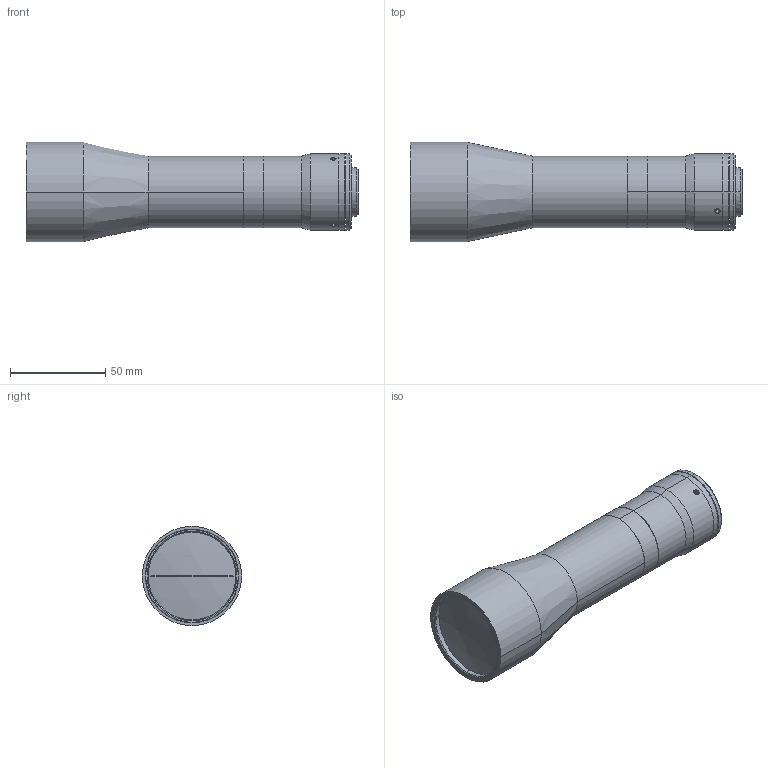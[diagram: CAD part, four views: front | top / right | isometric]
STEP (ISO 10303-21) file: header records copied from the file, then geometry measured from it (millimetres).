
FILE_DESCRIPTION (( 'STEP AP203' ), '1' );
FILE_NAME ('DP31812-A_TCLWD050-110-3M.step', '2022-02-15T11:18:15', ( '' ), ( '' ), 'SwSTEP 2.0', 'SolidWorks 2021', '' );
FILE_SCHEMA (( 'CONFIG_CONTROL_DESIGN' ));
Length unit declared in the file: millimetre
Products named in the file (1): DP31812-A_TCLWD050-110-3M
Bounding box: 173.9 x 52 x 52 mm (x, y, z)
Surface area: 31833.5 mm2 (no closed solid volume)
Topology: 0 solids, 12 shells, 87 faces, 234 edges, 159 vertices
Faces by surface type: plane 38, cylinder 30, cone 17, sphere 2
Entity records: 3017 total; most frequent: CARTESIAN_POINT 721, DIRECTION 497, ORIENTED_EDGE 390, EDGE_CURVE 234, AXIS2_PLACEMENT_3D 191, VERTEX_POINT 159, VECTOR 115, LINE 115
